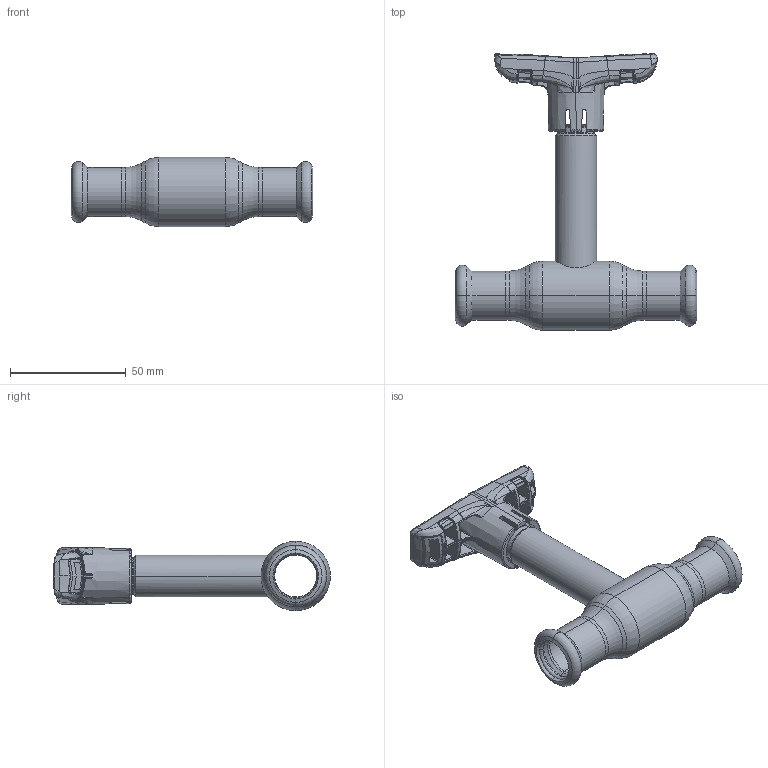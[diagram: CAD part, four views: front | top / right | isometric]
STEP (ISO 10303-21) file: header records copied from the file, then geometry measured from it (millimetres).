
FILE_DESCRIPTION (( 'STEP AP214' ), '1' );
FILE_NAME ('2015000101-0400.step', '2023-12-08T11:53:50', ( '' ), ( '' ), 'SwSTEP 2.0', 'SolidWorks 2021', '' );
FILE_SCHEMA (( 'AUTOMOTIVE_DESIGN' ));
Length unit declared in the file: millimetre
Products named in the file (1): 2015000101-0400
Bounding box: 104.6 x 119.69 x 30 mm (x, y, z)
Surface area: 24754.4 mm2 (no closed solid volume)
Topology: 0 solids, 8 shells, 711 faces, 2146 edges, 1345 vertices
Faces by surface type: bspline 573, plane 43, cylinder 35, cone 31, torus 25, sphere 4
Entity records: 56009 total; most frequent: CARTESIAN_POINT 34131, ORIENTED_EDGE 3695, EDGE_CURVE 2136, B_SPLINE_CURVE_WITH_KNOTS 1471, DIRECTION 1441, VERTEX_POINT 1345, EDGE_LOOP 717, UNCERTAINTY_MEASURE_WITH_UNIT 713
